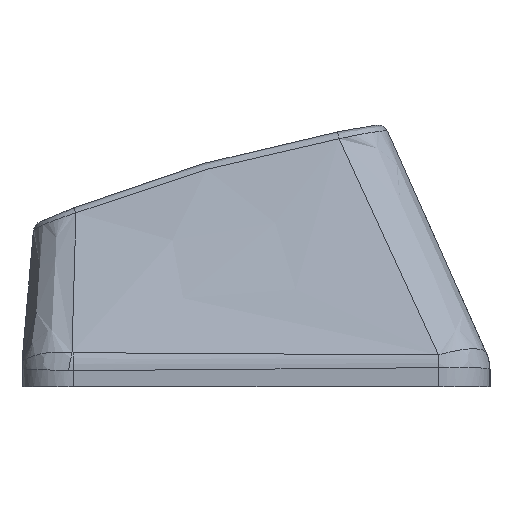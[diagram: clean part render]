
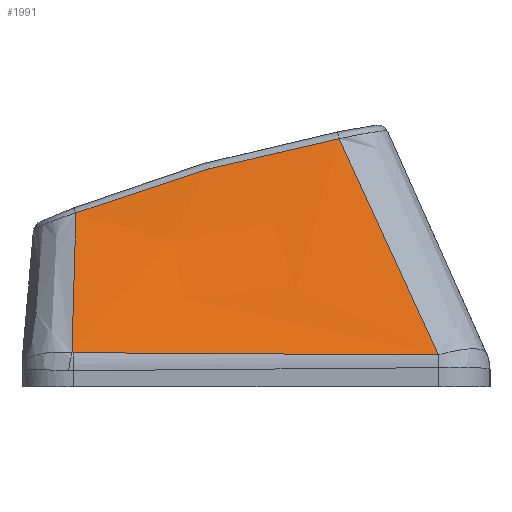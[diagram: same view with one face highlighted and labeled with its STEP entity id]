
A CAD part, left-side view. The second image highlights one B-rep face of the part: STEP entity #1991.
In plain terms, the highlighted free-form (B-spline) face has degree [3, 3] with [4, 4] control points.
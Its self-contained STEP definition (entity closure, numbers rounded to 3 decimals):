
#58=B_SPLINE_SURFACE_WITH_KNOTS('',3,3,((#4293,#4294,#4295,#4296),(#4297,
#4298,#4299,#4300),(#4301,#4302,#4303,#4304),(#4305,#4306,#4307,#4308)),
 .UNSPECIFIED.,.F.,.F.,.F.,(4,4),(4,4),(0.107,0.895),
(0.027,0.971),.UNSPECIFIED.);
#141=B_SPLINE_CURVE_WITH_KNOTS('',3,(#3969,#3970,#3971,#3972),
 .UNSPECIFIED.,.F.,.F.,(4,4),(0.,0.005),.UNSPECIFIED.);
#142=B_SPLINE_CURVE_WITH_KNOTS('',3,(#3992,#3993,#3994,#3995),
 .UNSPECIFIED.,.F.,.F.,(4,4),(-1.416,0.),
 .UNSPECIFIED.);
#158=B_SPLINE_CURVE_WITH_KNOTS('',3,(#4283,#4284,#4285,#4286),
 .UNSPECIFIED.,.F.,.F.,(4,4),(0.038,0.653),
 .UNSPECIFIED.);
#160=B_SPLINE_CURVE_WITH_KNOTS('',3,(#4310,#4311,#4312,#4313),
 .UNSPECIFIED.,.F.,.F.,(4,4),(-0.995,-0.027),
 .UNSPECIFIED.);
#161=B_SPLINE_CURVE_WITH_KNOTS('',3,(#4314,#4315,#4316,#4317),
 .UNSPECIFIED.,.F.,.F.,(4,4),(-1.059,0.),.UNSPECIFIED.);
#562=FACE_OUTER_BOUND('',#688,.T.);
#688=EDGE_LOOP('',(#1720,#1721,#1722,#1723,#1724));
#913=VERTEX_POINT('',#3937);
#915=VERTEX_POINT('',#3967);
#917=VERTEX_POINT('',#3990);
#933=VERTEX_POINT('',#4282);
#934=VERTEX_POINT('',#4309);
#1176=EDGE_CURVE('',#915,#913,#141,.T.);
#1178=EDGE_CURVE('',#917,#915,#142,.T.);
#1207=EDGE_CURVE('',#913,#933,#158,.T.);
#1209=EDGE_CURVE('',#934,#917,#160,.T.);
#1210=EDGE_CURVE('',#933,#934,#161,.T.);
#1720=ORIENTED_EDGE('',*,*,#1176,.F.);
#1721=ORIENTED_EDGE('',*,*,#1178,.F.);
#1722=ORIENTED_EDGE('',*,*,#1209,.F.);
#1723=ORIENTED_EDGE('',*,*,#1210,.F.);
#1724=ORIENTED_EDGE('',*,*,#1207,.F.);
#1991=ADVANCED_FACE('',(#562),#58,.T.);
#3937=CARTESIAN_POINT('',(-92.248,7.141,0.333));
#3967=CARTESIAN_POINT('',(-92.251,7.092,0.328));
#3969=CARTESIAN_POINT('Ctrl Pts',(-92.251,7.092,0.328));
#3970=CARTESIAN_POINT('Ctrl Pts',(-92.251,7.108,0.328));
#3971=CARTESIAN_POINT('Ctrl Pts',(-92.25,7.125,0.33));
#3972=CARTESIAN_POINT('Ctrl Pts',(-92.248,7.141,0.333));
#3990=CARTESIAN_POINT('',(-92.342,-7.074,0.238));
#3992=CARTESIAN_POINT('Ctrl Pts',(-92.342,-7.074,0.238));
#3993=CARTESIAN_POINT('Ctrl Pts',(-92.331,-2.354,0.253));
#3994=CARTESIAN_POINT('Ctrl Pts',(-92.32,2.365,0.275));
#3995=CARTESIAN_POINT('Ctrl Pts',(-92.251,7.092,0.328));
#4282=CARTESIAN_POINT('',(-89.429,6.988,5.753));
#4283=CARTESIAN_POINT('Ctrl Pts',(-92.248,7.141,0.333));
#4284=CARTESIAN_POINT('Ctrl Pts',(-91.297,7.069,2.136));
#4285=CARTESIAN_POINT('Ctrl Pts',(-90.357,7.014,3.943));
#4286=CARTESIAN_POINT('Ctrl Pts',(-89.429,6.988,5.753));
#4293=CARTESIAN_POINT('Ctrl Pts',(-92.342,7.139,0.157));
#4294=CARTESIAN_POINT('Ctrl Pts',(-91.363,7.163,2.009));
#4295=CARTESIAN_POINT('Ctrl Pts',(-90.384,7.188,3.861));
#4296=CARTESIAN_POINT('Ctrl Pts',(-89.405,7.213,5.713));
#4297=CARTESIAN_POINT('Ctrl Pts',(-92.342,2.404,0.193));
#4298=CARTESIAN_POINT('Ctrl Pts',(-91.363,2.842,2.483));
#4299=CARTESIAN_POINT('Ctrl Pts',(-90.384,3.279,4.772));
#4300=CARTESIAN_POINT('Ctrl Pts',(-89.405,3.716,7.061));
#4301=CARTESIAN_POINT('Ctrl Pts',(-92.342,-2.334,0.221));
#4302=CARTESIAN_POINT('Ctrl Pts',(-91.363,-1.529,2.835));
#4303=CARTESIAN_POINT('Ctrl Pts',(-90.384,-0.724,
5.449));
#4304=CARTESIAN_POINT('Ctrl Pts',(-89.405,0.081,
8.062));
#4305=CARTESIAN_POINT('Ctrl Pts',(-92.342,-7.074,0.238));
#4306=CARTESIAN_POINT('Ctrl Pts',(-91.363,-5.923,3.058));
#4307=CARTESIAN_POINT('Ctrl Pts',(-90.384,-4.772,5.878));
#4308=CARTESIAN_POINT('Ctrl Pts',(-89.405,-3.62,8.697));
#4309=CARTESIAN_POINT('',(-89.405,-3.216,8.626));
#4310=CARTESIAN_POINT('Ctrl Pts',(-89.405,-3.216,8.626));
#4311=CARTESIAN_POINT('Ctrl Pts',(-90.393,-4.511,5.836));
#4312=CARTESIAN_POINT('Ctrl Pts',(-91.369,-5.795,3.039));
#4313=CARTESIAN_POINT('Ctrl Pts',(-92.342,-7.074,0.238));
#4314=CARTESIAN_POINT('Ctrl Pts',(-89.429,6.988,5.753));
#4315=CARTESIAN_POINT('Ctrl Pts',(-89.418,3.682,7.019));
#4316=CARTESIAN_POINT('Ctrl Pts',(-89.409,0.264,7.991));
#4317=CARTESIAN_POINT('Ctrl Pts',(-89.405,-3.216,8.626));
